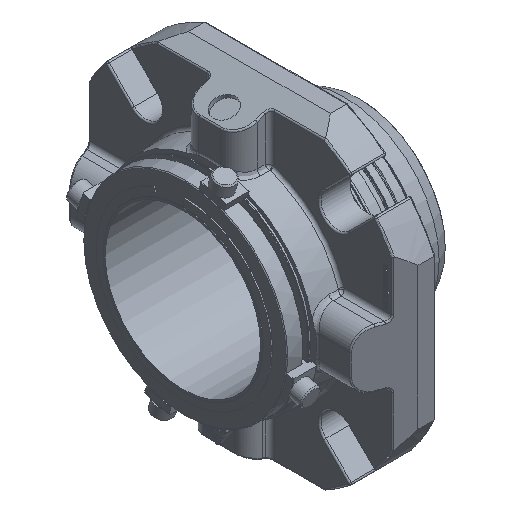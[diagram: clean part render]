
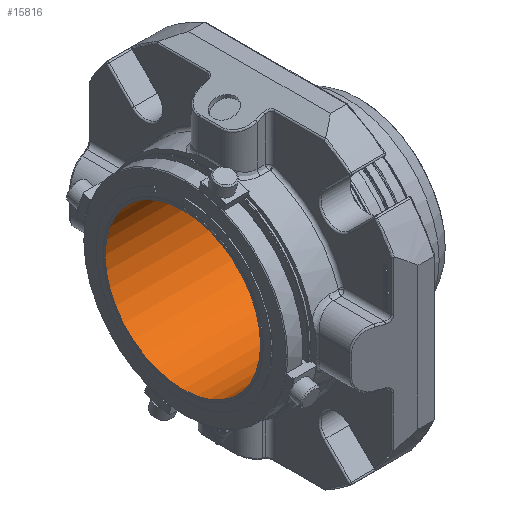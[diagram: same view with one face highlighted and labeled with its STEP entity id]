
A CAD part, isometric view. The second image highlights one B-rep face of the part: STEP entity #15816.
In plain terms, the highlighted cylindrical face has radius 50.8 mm (diameter 101.6 mm), a full revolution.
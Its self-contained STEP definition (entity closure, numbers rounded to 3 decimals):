
#3423=ORIENTED_EDGE('',*,*,#8389,.T.);
#3424=ORIENTED_EDGE('',*,*,#8390,.T.);
#8389=EDGE_CURVE('',#10872,#10872,#12455,.F.);
#8390=EDGE_CURVE('',#10873,#10873,#12456,.F.);
#10872=VERTEX_POINT('',#22760);
#10873=VERTEX_POINT('',#22762);
#12455=CIRCLE('',#16827,50.8);
#12456=CIRCLE('',#16828,50.8);
#13260=EDGE_LOOP('',(#3423));
#13261=EDGE_LOOP('',(#3424));
#14378=FACE_BOUND('',#13260,.T.);
#14379=FACE_BOUND('',#13261,.T.);
#15496=CYLINDRICAL_SURFACE('',#16826,50.8);
#15816=ADVANCED_FACE('',(#14378,#14379),#15496,.F.);
#16826=AXIS2_PLACEMENT_3D('',#22758,#18455,#18456);
#16827=AXIS2_PLACEMENT_3D('',#22759,#18457,#18458);
#16828=AXIS2_PLACEMENT_3D('',#22761,#18459,#18460);
#18455=DIRECTION('',(-1.,0.,0.));
#18456=DIRECTION('',(0.,0.,1.));
#18457=DIRECTION('',(1.,0.,0.));
#18458=DIRECTION('',(0.,1.,0.));
#18459=DIRECTION('',(-1.,0.,0.));
#18460=DIRECTION('',(0.,-1.,0.));
#22758=CARTESIAN_POINT('',(145.503,0.,0.));
#22759=CARTESIAN_POINT('',(-104.927,0.,0.));
#22760=CARTESIAN_POINT('',(-104.927,50.8,0.));
#22761=CARTESIAN_POINT('',(10.998,0.,0.));
#22762=CARTESIAN_POINT('',(10.998,-50.8,0.));
